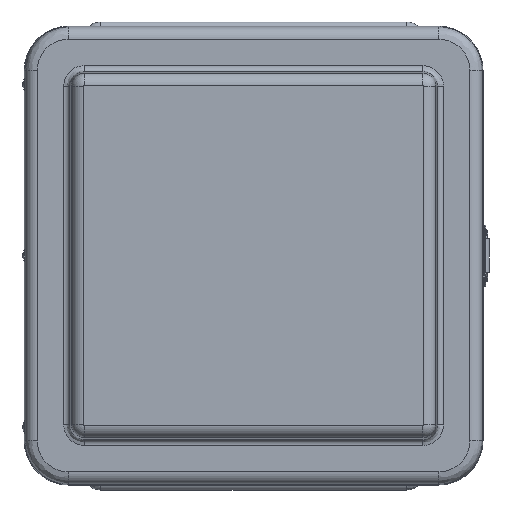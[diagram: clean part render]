
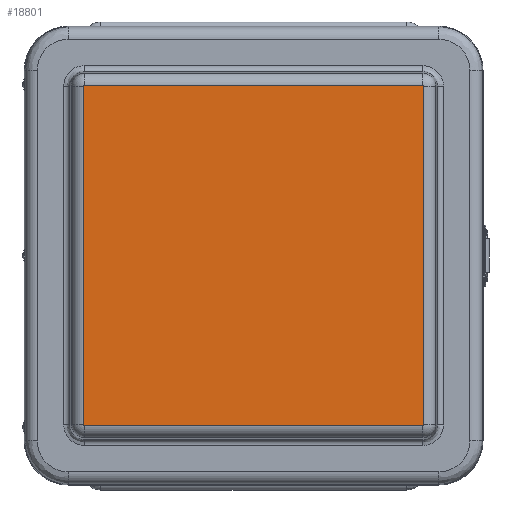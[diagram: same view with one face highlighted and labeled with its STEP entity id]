
A CAD part, top view. The second image highlights one B-rep face of the part: STEP entity #18801.
In plain terms, the highlighted planar face has unit normal (0, 0, 1).
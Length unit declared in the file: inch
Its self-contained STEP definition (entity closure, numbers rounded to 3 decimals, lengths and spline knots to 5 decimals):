
#893 = CARTESIAN_POINT ( 'NONE',  ( -3.46648, -3.46439, 1.57738 ) ) ;
#1011 = ORIENTED_EDGE ( 'NONE', *, *, #22518, .T. ) ;
#1508 = VERTEX_POINT ( 'NONE', #6828 ) ;
#1613 = VERTEX_POINT ( 'NONE', #43404 ) ;
#2638 = CARTESIAN_POINT ( 'NONE',  ( -3.4665, 3.46441, 1.57738 ) ) ;
#3695 = CARTESIAN_POINT ( 'NONE',  ( -3.46315, 3.46772, 1.57738 ) ) ;
#6639 = CARTESIAN_POINT ( 'NONE',  ( -3.45876, -3.46858, 1.57738 ) ) ;
#6738 = CARTESIAN_POINT ( 'NONE',  ( -3.46734, 3.46, 1.57738 ) ) ;
#6828 = CARTESIAN_POINT ( 'NONE',  ( 3.46124, -3.46858, 1.57738 ) ) ;
#8131 = LINE ( 'NONE', #32805, #14615 ) ;
#8233 = EDGE_CURVE ( 'NONE', #29176, #40499, #42477, .T. ) ;
#9848 = CARTESIAN_POINT ( 'NONE',  ( 3.46124, -3.46858, 1.57738 ) ) ;
#10145 = CARTESIAN_POINT ( 'NONE',  ( 3.46982, -3.46238, 1.57738 ) ) ;
#10391 = EDGE_LOOP ( 'NONE', ( #36187, #37543, #41548, #13339, #29989, #23877, #1011, #21525 ) ) ;
#10419 = CARTESIAN_POINT ( 'NONE',  ( -3.46734, 3.46238, 1.57738 ) ) ;
#11480 = DIRECTION ( 'NONE',  ( 0., 1., 0. ) ) ;
#11562 = EDGE_CURVE ( 'NONE', #12633, #11773, #32850, .T. ) ;
#11773 = VERTEX_POINT ( 'NONE', #22512 ) ;
#11815 = CARTESIAN_POINT ( 'NONE',  ( -3.46734, -3.46235, 1.57738 ) ) ;
#12395 = CARTESIAN_POINT ( 'NONE',  ( 3.46896, 3.46439, 1.57738 ) ) ;
#12633 = VERTEX_POINT ( 'NONE', #18308 ) ;
#12691 = EDGE_CURVE ( 'NONE', #29176, #27636, #25930, .T. ) ;
#13339 = ORIENTED_EDGE ( 'NONE', *, *, #11562, .F. ) ;
#14329 = CARTESIAN_POINT ( 'NONE',  ( -3.45876, 3.46858, 1.57738 ) ) ;
#14615 = VECTOR ( 'NONE', #39541, 39.37008 ) ;
#15275 = CARTESIAN_POINT ( 'NONE',  ( -3.46114, -3.46858, 1.57738 ) ) ;
#15467 = FACE_OUTER_BOUND ( 'NONE', #10391, .T. ) ;
#15912 = CARTESIAN_POINT ( 'NONE',  ( 3.46982, 1.73, 1.57738 ) ) ;
#16172 = CARTESIAN_POINT ( 'NONE',  ( 3.46565, 3.46774, 1.57738 ) ) ;
#16770 = CARTESIAN_POINT ( 'NONE',  ( 3.46359, -3.46858, 1.57738 ) ) ;
#17860 = VECTOR ( 'NONE', #11480, 39.37008 ) ;
#18308 = CARTESIAN_POINT ( 'NONE',  ( 3.46982, 3.46, 1.57738 ) ) ;
#18635 = CARTESIAN_POINT ( 'NONE',  ( -3.46734, 3.46, 1.57738 ) ) ;
#18801 = ADVANCED_FACE ( 'NONE', ( #15467 ), #37385, .T. ) ;
#21003 = DIRECTION ( 'NONE',  ( 1., 0., 0. ) ) ;
#21525 = ORIENTED_EDGE ( 'NONE', *, *, #8233, .F. ) ;
#22130 = CARTESIAN_POINT ( 'NONE',  ( -3.45876, -3.46858, 1.57738 ) ) ;
#22512 = CARTESIAN_POINT ( 'NONE',  ( 3.46982, -3.46, 1.57738 ) ) ;
#22518 = EDGE_CURVE ( 'NONE', #44837, #40499, #39425, .T. ) ;
#23005 = CARTESIAN_POINT ( 'NONE',  ( 3.46982, 3.46235, 1.57738 ) ) ;
#23321 = CARTESIAN_POINT ( 'NONE',  ( 3.46982, 3.46, 1.57738 ) ) ;
#23434 = CARTESIAN_POINT ( 'NONE',  ( -3.46111, 3.46858, 1.57738 ) ) ;
#23877 = ORIENTED_EDGE ( 'NONE', *, *, #24723, .F. ) ;
#24723 = EDGE_CURVE ( 'NONE', #44837, #1613, #40560, .T. ) ;
#25930 = B_SPLINE_CURVE_WITH_KNOTS ( 'NONE', 3,
 ( #29000, #11815, #893, #43092, #15275, #22130 ),
 .UNSPECIFIED., .F., .F.,
 ( 4, 2, 4 ),
 ( 0., 0.5, 1. ),
 .UNSPECIFIED. ) ;
#26176 = AXIS2_PLACEMENT_3D ( 'NONE', #37846, #31116, #21003 ) ;
#27430 = CARTESIAN_POINT ( 'NONE',  ( 3.46563, -3.46772, 1.57738 ) ) ;
#27636 = VERTEX_POINT ( 'NONE', #6639 ) ;
#29000 = CARTESIAN_POINT ( 'NONE',  ( -3.46734, -3.46, 1.57738 ) ) ;
#29176 = VERTEX_POINT ( 'NONE', #37111 ) ;
#29989 = ORIENTED_EDGE ( 'NONE', *, *, #44709, .T. ) ;
#31116 = DIRECTION ( 'NONE',  ( 0., 0., 1. ) ) ;
#31316 = CARTESIAN_POINT ( 'NONE',  ( -1.72876, 3.46858, 1.57738 ) ) ;
#31993 = EDGE_CURVE ( 'NONE', #1508, #27636, #8131, .T. ) ;
#32351 = CARTESIAN_POINT ( 'NONE',  ( -3.46734, -1.73, 1.57738 ) ) ;
#32805 = CARTESIAN_POINT ( 'NONE',  ( 1.73124, -3.46858, 1.57738 ) ) ;
#32850 = LINE ( 'NONE', #15912, #43746 ) ;
#33842 = CARTESIAN_POINT ( 'NONE',  ( -3.45876, 3.46858, 1.57738 ) ) ;
#33980 = B_SPLINE_CURVE_WITH_KNOTS ( 'NONE', 3,
 ( #23321, #23005, #12395, #16172, #44265, #40621 ),
 .UNSPECIFIED., .F., .F.,
 ( 4, 2, 4 ),
 ( 0., 0.5, 1. ),
 .UNSPECIFIED. ) ;
#34554 = VECTOR ( 'NONE', #34664, 39.37008 ) ;
#34642 = CARTESIAN_POINT ( 'NONE',  ( 3.46982, -3.46, 1.57738 ) ) ;
#34664 = DIRECTION ( 'NONE',  ( 1., 0., 0. ) ) ;
#36013 = B_SPLINE_CURVE_WITH_KNOTS ( 'NONE', 3,
 ( #9848, #16770, #27430, #41249, #10145, #34642 ),
 .UNSPECIFIED., .F., .F.,
 ( 4, 2, 4 ),
 ( 0., 0.5, 1. ),
 .UNSPECIFIED. ) ;
#36084 = DIRECTION ( 'NONE',  ( 0., -1., 0. ) ) ;
#36187 = ORIENTED_EDGE ( 'NONE', *, *, #12691, .T. ) ;
#37111 = CARTESIAN_POINT ( 'NONE',  ( -3.46734, -3.46, 1.57738 ) ) ;
#37385 = PLANE ( 'NONE',  #26176 ) ;
#37543 = ORIENTED_EDGE ( 'NONE', *, *, #31993, .F. ) ;
#37846 = CARTESIAN_POINT ( 'NONE',  ( 0.00124, 0., 1.57738 ) ) ;
#39425 = B_SPLINE_CURVE_WITH_KNOTS ( 'NONE', 3,
 ( #33842, #23434, #3695, #2638, #10419, #6738 ),
 .UNSPECIFIED., .F., .F.,
 ( 4, 2, 4 ),
 ( 0., 0.5, 1. ),
 .UNSPECIFIED. ) ;
#39541 = DIRECTION ( 'NONE',  ( -1., 0., 0. ) ) ;
#39573 = EDGE_CURVE ( 'NONE', #1508, #11773, #36013, .T. ) ;
#40499 = VERTEX_POINT ( 'NONE', #18635 ) ;
#40560 = LINE ( 'NONE', #31316, #34554 ) ;
#40621 = CARTESIAN_POINT ( 'NONE',  ( 3.46124, 3.46858, 1.57738 ) ) ;
#41249 = CARTESIAN_POINT ( 'NONE',  ( 3.46898, -3.46441, 1.57738 ) ) ;
#41548 = ORIENTED_EDGE ( 'NONE', *, *, #39573, .T. ) ;
#42477 = LINE ( 'NONE', #32351, #17860 ) ;
#43092 = CARTESIAN_POINT ( 'NONE',  ( -3.46317, -3.46774, 1.57738 ) ) ;
#43404 = CARTESIAN_POINT ( 'NONE',  ( 3.46124, 3.46858, 1.57738 ) ) ;
#43746 = VECTOR ( 'NONE', #36084, 39.37008 ) ;
#44265 = CARTESIAN_POINT ( 'NONE',  ( 3.46362, 3.46858, 1.57738 ) ) ;
#44709 = EDGE_CURVE ( 'NONE', #12633, #1613, #33980, .T. ) ;
#44837 = VERTEX_POINT ( 'NONE', #14329 ) ;
